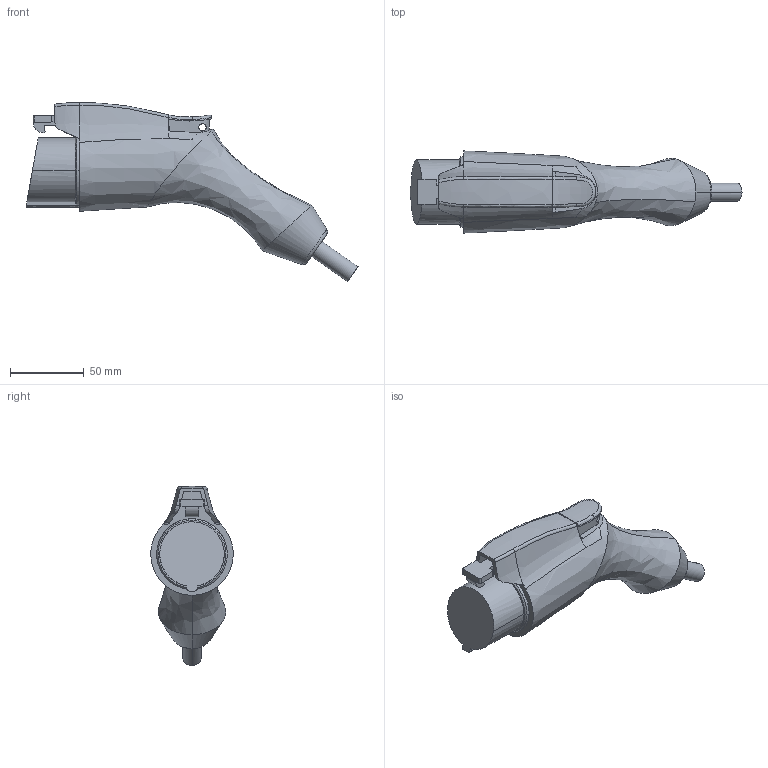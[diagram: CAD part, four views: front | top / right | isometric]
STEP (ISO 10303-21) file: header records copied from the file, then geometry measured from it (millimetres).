
FILE_DESCRIPTION(/* description */ (''),/* implementation_level */ '2;1');
FILE_NAME(/* name */ 'Yazaki_AC-Connector_Infra',/* time_stamp */ '2017-01-09T20:43:12+09:00',/* author */ (''),/* organization */ (''),/* preprocessor_version */ 'ST-DEVELOPER v15',/* originating_system */ '',/* authorisation */ '');
FILE_SCHEMA (('AUTOMOTIVE_DESIGN'));
Length unit declared in the file: millimetre
Products named in the file (1): Document
Bounding box: 225.67 x 55.84 x 121.75 mm (x, y, z)
Volume: 373798 mm3; surface area: 41097.8 mm2
Topology: 1 solids, 1 shells, 84 faces, 226 edges, 147 vertices
Faces by surface type: bspline 64, plane 20
Entity records: 6865 total; most frequent: CARTESIAN_POINT 5491, ORIENTED_EDGE 452, EDGE_CURVE 226, B_SPLINE_CURVE_WITH_KNOTS 160, VERTEX_POINT 147, EDGE_LOOP 89, ADVANCED_FACE 84, FACE_OUTER_BOUND 84
